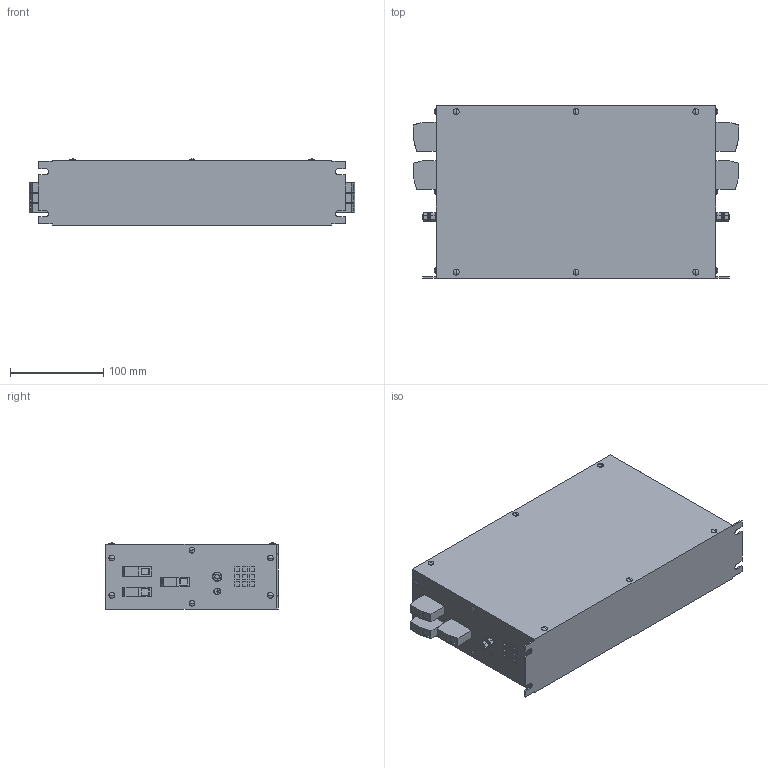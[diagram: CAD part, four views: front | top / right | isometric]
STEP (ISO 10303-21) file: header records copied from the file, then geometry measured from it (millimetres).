
FILE_DESCRIPTION (( 'STEP AP214' ), '1' );
FILE_NAME ('840838.STEP', '2024-04-08T12:15:46', ( '' ), ( '' ), 'SwSTEP 2.0', 'SolidWorks 2022', '' );
FILE_SCHEMA (( 'AUTOMOTIVE_DESIGN' ));
Length unit declared in the file: millimetre
Products named in the file (1): 840838
Bounding box: 349 x 185.05 x 71.27 mm (x, y, z)
Volume: 3924407.4 mm3; surface area: 197588.8 mm2
Topology: 1 solids, 1 shells, 981 faces, 2344 edges, 1546 vertices
Faces by surface type: plane 861, cylinder 84, sphere 36
Entity records: 28020 total; most frequent: CARTESIAN_POINT 4872, ORIENTED_EDGE 4688, DIRECTION 4576, EDGE_CURVE 2344, VECTOR 2076, LINE 2076, VERTEX_POINT 1546, AXIS2_PLACEMENT_3D 1250
